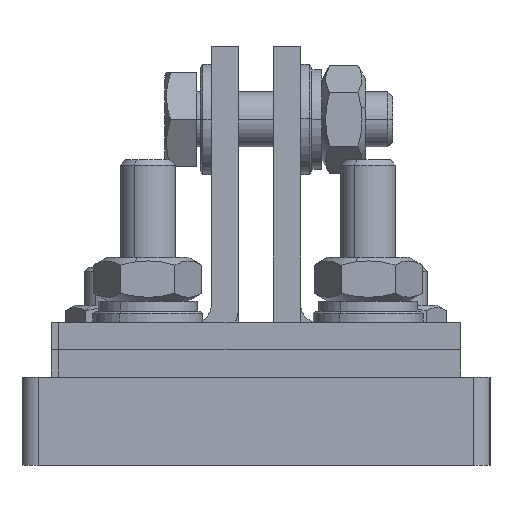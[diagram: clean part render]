
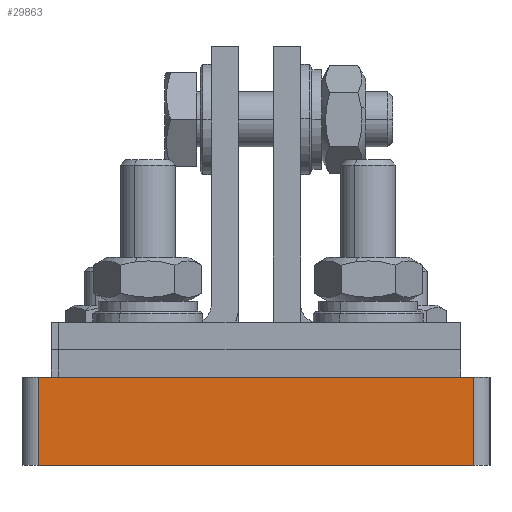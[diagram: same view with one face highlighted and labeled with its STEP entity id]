
A CAD part, left-side view. The second image highlights one B-rep face of the part: STEP entity #29863.
In plain terms, the highlighted planar face has unit normal (-1, 0, 0).
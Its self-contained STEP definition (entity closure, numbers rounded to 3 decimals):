
#27885=DIRECTION('',(0.,-1.,0.));
#27886=VECTOR('',#27885,79.);
#27887=CARTESIAN_POINT('',(-102.5,39.5,-8.));
#27888=LINE('',#27887,#27886);
#28331=DIRECTION('',(0.,0.,-1.));
#28332=VECTOR('',#28331,16.);
#28333=CARTESIAN_POINT('',(-102.5,39.5,8.));
#28334=LINE('',#28333,#28332);
#28345=DIRECTION('',(0.,-1.,0.));
#28346=VECTOR('',#28345,79.);
#28347=CARTESIAN_POINT('',(-102.5,39.5,8.));
#28348=LINE('',#28347,#28346);
#28359=DIRECTION('',(0.,0.,1.));
#28360=VECTOR('',#28359,16.);
#28361=CARTESIAN_POINT('',(-102.5,-39.5,-8.));
#28362=LINE('',#28361,#28360);
#29272=CARTESIAN_POINT('',(-102.5,39.5,-8.));
#29273=VERTEX_POINT('',#29272);
#29274=CARTESIAN_POINT('',(-102.5,-39.5,-8.));
#29275=VERTEX_POINT('',#29274);
#29308=CARTESIAN_POINT('',(-102.5,-39.5,8.));
#29309=VERTEX_POINT('',#29308);
#29310=CARTESIAN_POINT('',(-102.5,39.5,8.));
#29311=VERTEX_POINT('',#29310);
#29851=CARTESIAN_POINT('',(-102.5,-42.5,-8.));
#29852=DIRECTION('',(-1.,0.,0.));
#29853=DIRECTION('',(0.,1.,0.));
#29854=AXIS2_PLACEMENT_3D('',#29851,#29852,#29853);
#29855=PLANE('',#29854);
#29857=ORIENTED_EDGE('',*,*,#29856,.F.);
#29858=ORIENTED_EDGE('',*,*,#29533,.F.);
#29859=ORIENTED_EDGE('',*,*,#29837,.F.);
#29860=ORIENTED_EDGE('',*,*,#29605,.T.);
#29861=EDGE_LOOP('',(#29857,#29858,#29859,#29860));
#29862=FACE_OUTER_BOUND('',#29861,.F.);
#29533=EDGE_CURVE('',#29273,#29275,#27888,.T.);
#29605=EDGE_CURVE('',#29311,#29309,#28348,.T.);
#29837=EDGE_CURVE('',#29311,#29273,#28334,.T.);
#29856=EDGE_CURVE('',#29275,#29309,#28362,.T.);
#29863=ADVANCED_FACE('',(#29862),#29855,.T.);
